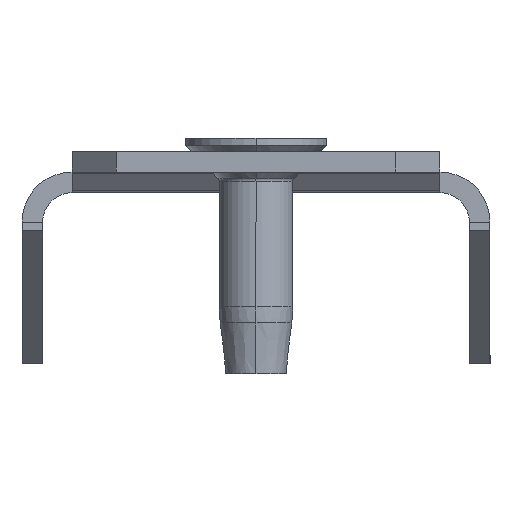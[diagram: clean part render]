
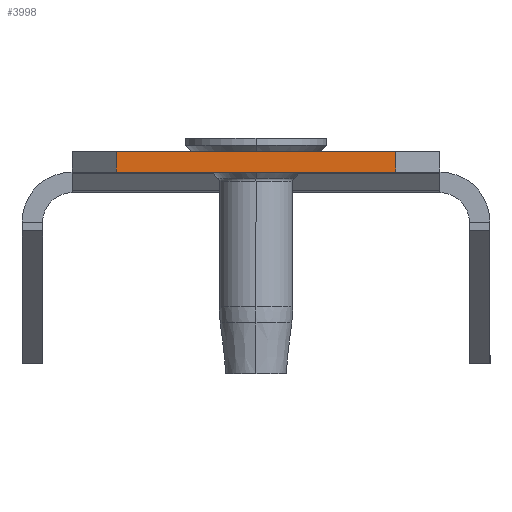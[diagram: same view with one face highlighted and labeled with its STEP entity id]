
A CAD part, left-side view. The second image highlights one B-rep face of the part: STEP entity #3998.
In plain terms, the highlighted planar face has unit normal (-1, 0, 0).
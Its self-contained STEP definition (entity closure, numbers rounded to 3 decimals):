
#27 = VERTEX_POINT ( 'NONE', #1826 ) ;
#130 = AXIS2_PLACEMENT_3D ( 'NONE', #5149, #2573, #5090 ) ;
#139 = DIRECTION ( 'NONE',  ( 0., 0., -1. ) ) ;
#164 = EDGE_LOOP ( 'NONE', ( #4935, #3234, #4633, #549 ) ) ;
#169 = CARTESIAN_POINT ( 'NONE',  ( -195., 9.5, 1.4 ) ) ;
#549 = ORIENTED_EDGE ( 'NONE', *, *, #716, .T. ) ;
#711 = DIRECTION ( 'NONE',  ( 0., 0., 1. ) ) ;
#716 = EDGE_CURVE ( 'NONE', #1459, #27, #2473, .T. ) ;
#735 = VERTEX_POINT ( 'NONE', #169 ) ;
#823 = CARTESIAN_POINT ( 'NONE',  ( -195., -9.5, 1.4 ) ) ;
#932 = VERTEX_POINT ( 'NONE', #3430 ) ;
#1266 = VECTOR ( 'NONE', #711, 1000. ) ;
#1306 = EDGE_CURVE ( 'NONE', #735, #1459, #1390, .T. ) ;
#1390 = LINE ( 'NONE', #3734, #1770 ) ;
#1459 = VERTEX_POINT ( 'NONE', #823 ) ;
#1592 = EDGE_CURVE ( 'NONE', #932, #27, #4536, .T. ) ;
#1709 = CARTESIAN_POINT ( 'NONE',  ( -195., 12.5, 2.8 ) ) ;
#1770 = VECTOR ( 'NONE', #2414, 1000. ) ;
#1826 = CARTESIAN_POINT ( 'NONE',  ( -195., -9.5, 2.8 ) ) ;
#1990 = VECTOR ( 'NONE', #139, 1000. ) ;
#2215 = VECTOR ( 'NONE', #4777, 1000. ) ;
#2414 = DIRECTION ( 'NONE',  ( 0., -1., 0. ) ) ;
#2473 = LINE ( 'NONE', #4473, #1266 ) ;
#2573 = DIRECTION ( 'NONE',  ( 1., 0., 0. ) ) ;
#3234 = ORIENTED_EDGE ( 'NONE', *, *, #3370, .T. ) ;
#3252 = LINE ( 'NONE', #3936, #1990 ) ;
#3370 = EDGE_CURVE ( 'NONE', #932, #735, #3252, .T. ) ;
#3387 = FACE_OUTER_BOUND ( 'NONE', #164, .T. ) ;
#3403 = PLANE ( 'NONE',  #130 ) ;
#3430 = CARTESIAN_POINT ( 'NONE',  ( -195., 9.5, 2.8 ) ) ;
#3734 = CARTESIAN_POINT ( 'NONE',  ( -195., 12.5, 1.4 ) ) ;
#3936 = CARTESIAN_POINT ( 'NONE',  ( -195., 9.5, 2.8 ) ) ;
#3998 = ADVANCED_FACE ( 'NONE', ( #3387 ), #3403, .F. ) ;
#4473 = CARTESIAN_POINT ( 'NONE',  ( -195., -9.5, 2.8 ) ) ;
#4536 = LINE ( 'NONE', #1709, #2215 ) ;
#4633 = ORIENTED_EDGE ( 'NONE', *, *, #1306, .T. ) ;
#4777 = DIRECTION ( 'NONE',  ( 0., -1., 0. ) ) ;
#4935 = ORIENTED_EDGE ( 'NONE', *, *, #1592, .F. ) ;
#5090 = DIRECTION ( 'NONE',  ( 0., 0., -1. ) ) ;
#5149 = CARTESIAN_POINT ( 'NONE',  ( -195., 12.5, 2.8 ) ) ;
